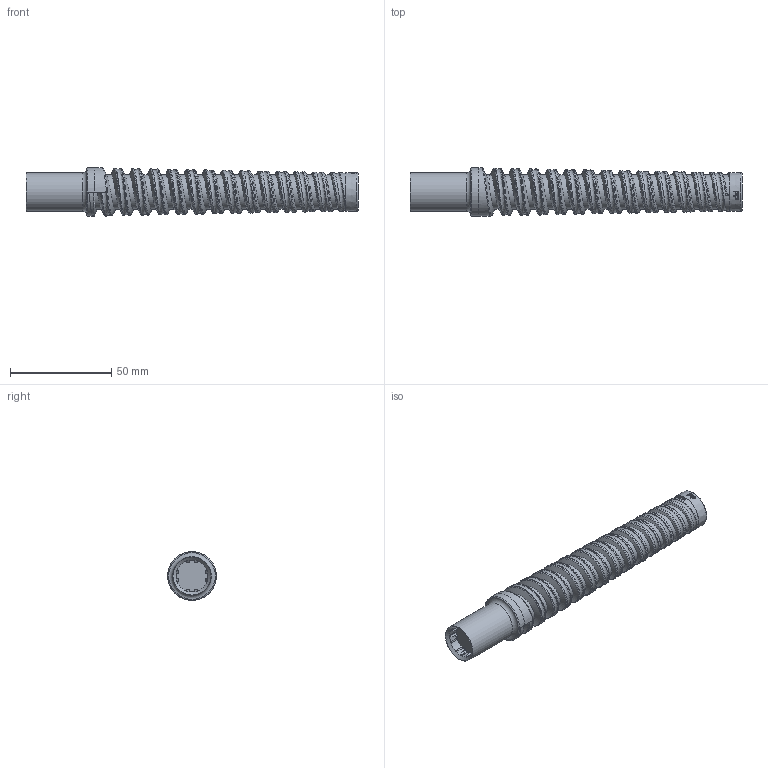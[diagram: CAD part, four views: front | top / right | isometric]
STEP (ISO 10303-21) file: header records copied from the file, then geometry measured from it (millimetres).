
FILE_DESCRIPTION(/* description */ ('Unknown'),/* implementation_level */ '2;1');
FILE_NAME(/* name */ '308552_Knickschutzspirale_NW6_rot_17_08_2023',/* time_stamp */ '2023-08-17T14:45:44+02:00',/* author */ ('Unknown'),/* organization */ ('Unknown'),/* preprocessor_version */ 'ST-DEVELOPER v18.104',/* originating_system */ 'Solid Edge',/* authorisation */ 'Unknown');
FILE_SCHEMA (('AUTOMOTIVE_DESIGN {1 0 10303 214 3 1 1}'));
Length unit declared in the file: millimetre
Products named in the file (1): 19473_308552_Knickschutzspirale_N_1_1_-_00281077
Bounding box: 164 x 24 x 24 mm (x, y, z)
Volume: 45793.9 mm3; surface area: 13780.9 mm2
Topology: 1 solids, 1 shells, 85 faces, 213 edges, 135 vertices
Faces by surface type: cylinder 35, cone 18, bspline 15, plane 11, torus 6
Full cylindrical faces by diameter (mm): 19 x1, 24 x1
Entity records: 9985 total; most frequent: CARTESIAN_POINT 7559, ORIENTED_EDGE 392, DIRECTION 333, EDGE_CURVE 196, AXIS2_PLACEMENT_3D 140, VERTEX_POINT 129, EDGE_LOOP 101, FACE_BOUND 101
